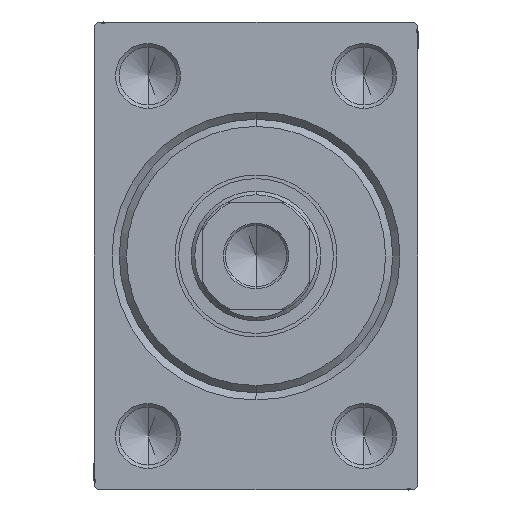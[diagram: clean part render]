
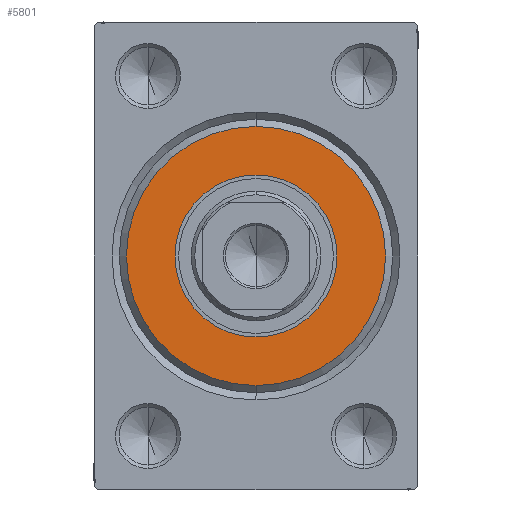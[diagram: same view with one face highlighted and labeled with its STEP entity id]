
A CAD part, left-side view. The second image highlights one B-rep face of the part: STEP entity #5801.
In plain terms, the highlighted face is planar.
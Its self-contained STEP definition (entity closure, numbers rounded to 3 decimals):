
#894 = EDGE_CURVE ( 'NONE', #19317, #43055, #22088, .T. ) ;
#2369 = ORIENTED_EDGE ( 'NONE', *, *, #5311, .T. ) ;
#2930 = PLANE ( 'NONE',  #28620 ) ;
#3312 = AXIS2_PLACEMENT_3D ( 'NONE', #23355, #19499, #37165 ) ;
#5311 = EDGE_CURVE ( 'NONE', #43055, #19317, #38836, .T. ) ;
#5801 = ADVANCED_FACE ( 'NONE', ( #26246, #44134 ), #2930, .T. ) ;
#8066 = DIRECTION ( 'NONE',  ( 0., 0., -1. ) ) ;
#8531 = EDGE_LOOP ( 'NONE', ( #2369, #36232 ) ) ;
#9909 = VERTEX_POINT ( 'NONE', #21173 ) ;
#11623 = CIRCLE ( 'NONE', #13790, 11.25 ) ;
#13790 = AXIS2_PLACEMENT_3D ( 'NONE', #27428, #41457, #41242 ) ;
#18241 = DIRECTION ( 'NONE',  ( 1., 0., 0. ) ) ;
#19193 = EDGE_CURVE ( 'NONE', #9909, #19315, #11623, .T. ) ;
#19315 = VERTEX_POINT ( 'NONE', #39184 ) ;
#19317 = VERTEX_POINT ( 'NONE', #32627 ) ;
#19499 = DIRECTION ( 'NONE',  ( 1., 0., 0. ) ) ;
#21173 = CARTESIAN_POINT ( 'NONE',  ( 3., 0., 11.25 ) ) ;
#21311 = ORIENTED_EDGE ( 'NONE', *, *, #38488, .F. ) ;
#22088 = CIRCLE ( 'NONE', #31501, 18. ) ;
#23355 = CARTESIAN_POINT ( 'NONE',  ( 3., 0., 0. ) ) ;
#25043 = CARTESIAN_POINT ( 'NONE',  ( 3., 0., 0. ) ) ;
#26246 = FACE_OUTER_BOUND ( 'NONE', #8531, .T. ) ;
#27428 = CARTESIAN_POINT ( 'NONE',  ( 3., 0., 0. ) ) ;
#28032 = AXIS2_PLACEMENT_3D ( 'NONE', #38868, #18241, #31861 ) ;
#28620 = AXIS2_PLACEMENT_3D ( 'NONE', #30550, #37572, #37340 ) ;
#30550 = CARTESIAN_POINT ( 'NONE',  ( 3., 0., 0. ) ) ;
#31501 = AXIS2_PLACEMENT_3D ( 'NONE', #25043, #39080, #8066 ) ;
#31861 = DIRECTION ( 'NONE',  ( 0., 0., -1. ) ) ;
#32627 = CARTESIAN_POINT ( 'NONE',  ( 3., 0., -18. ) ) ;
#36232 = ORIENTED_EDGE ( 'NONE', *, *, #894, .T. ) ;
#37165 = DIRECTION ( 'NONE',  ( 0., 0., -1. ) ) ;
#37340 = DIRECTION ( 'NONE',  ( 0., 0., -1. ) ) ;
#37572 = DIRECTION ( 'NONE',  ( 1., 0., 0. ) ) ;
#37867 = CARTESIAN_POINT ( 'NONE',  ( 3., 0., 18. ) ) ;
#38488 = EDGE_CURVE ( 'NONE', #19315, #9909, #44678, .T. ) ;
#38836 = CIRCLE ( 'NONE', #3312, 18. ) ;
#38868 = CARTESIAN_POINT ( 'NONE',  ( 3., 0., 0. ) ) ;
#39080 = DIRECTION ( 'NONE',  ( 1., 0., 0. ) ) ;
#39184 = CARTESIAN_POINT ( 'NONE',  ( 3., 0., -11.25 ) ) ;
#41242 = DIRECTION ( 'NONE',  ( 0., 0., -1. ) ) ;
#41314 = EDGE_LOOP ( 'NONE', ( #21311, #44178 ) ) ;
#41457 = DIRECTION ( 'NONE',  ( 1., 0., 0. ) ) ;
#43055 = VERTEX_POINT ( 'NONE', #37867 ) ;
#44134 = FACE_BOUND ( 'NONE', #41314, .T. ) ;
#44178 = ORIENTED_EDGE ( 'NONE', *, *, #19193, .F. ) ;
#44678 = CIRCLE ( 'NONE', #28032, 11.25 ) ;
